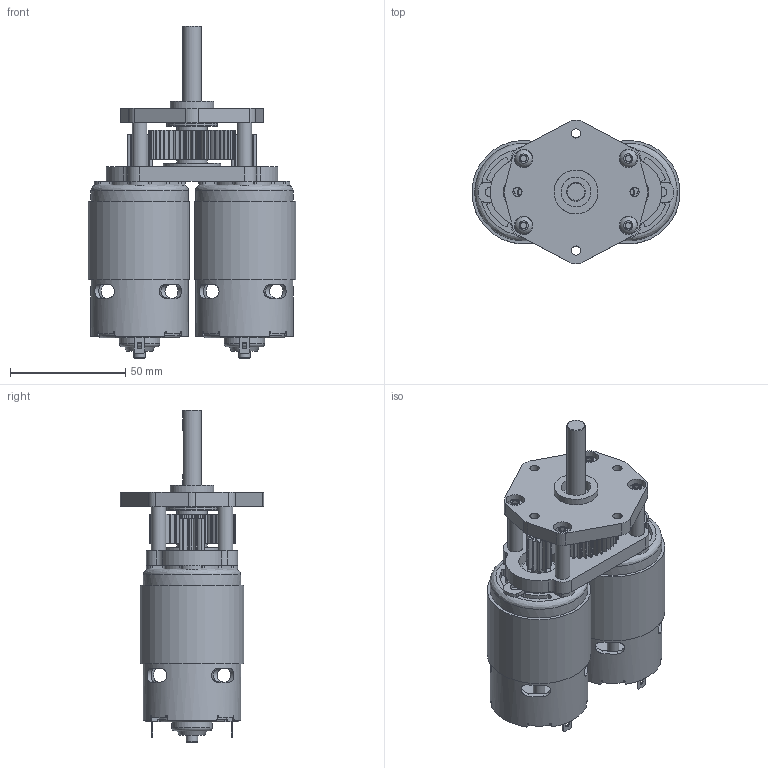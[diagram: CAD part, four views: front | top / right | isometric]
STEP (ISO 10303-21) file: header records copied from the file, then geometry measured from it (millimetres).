
FILE_DESCRIPTION (( 'STEP AP214' ), '1' );
FILE_NAME ('am-3745 DeCIMate Ver1.3.STEP', '2018-01-03T15:48:11', ( '' ), ( '' ), 'SwSTEP 2.0', 'SolidWorks 2017', '' );
FILE_SCHEMA (( 'AUTOMOTIVE_DESIGN' ));
Length unit declared in the file: millimetre
Products named in the file (13): 2 775 to CIM Output Motor Plate; am-3745 DeCIMate Ver1.3; BHCS M4-0.7 x 35 - McM 91239A158_91239A158; .509 ID .75 OD .1875 Long Aluminum Spacer; 2 775 to CIM Output Output Shaft; .375 Round Flanged Bearing; .172 ID .25 OD .75 Long Aluminum Spacer; 45T 32DP Gear 375 Hex Bore; 775 Vent Plate Spacer; 8mm Round Bearing; 12T 32dp 775Pro Pinion Gear; 775 RedLine; 2 775 to CIM Output Output Plate
Assembly tree (21 placements, depth 2):
  am-3745 DeCIMate Ver1.3
    2 775 to CIM Output Motor Plate
    2 775 to CIM Output Output Plate
    775 RedLine  x2
    12T 32dp 775Pro Pinion Gear  x2
    8mm Round Bearing
    775 Vent Plate Spacer  x2
    45T 32DP Gear 375 Hex Bore
    .172 ID .25 OD .75 Long Aluminum Spacer  x4
    .375 Round Flanged Bearing
    2 775 to CIM Output Output Shaft
    .509 ID .75 OD .1875 Long Aluminum Spacer
    BHCS M4-0.7 x 35 - McM 91239A158_91239A158  x4
Bounding box: 90.05 x 62.26 x 143.89 mm (x, y, z)
Volume: 150753.3 mm3; surface area: 82892.8 mm2
Topology: 21 solids, 37 shells, 1566 faces, 4164 edges, 2722 vertices
Faces by surface type: cylinder 794, plane 418, bspline 224, cone 96, torus 22, sphere 12
Full cylindrical faces by diameter (mm): 3.3 x4, 4 x112, 4.039 x4, 4.2 x16, 4.369 x4, 4.961 x2, 5 x8, 6.35 x6, 7.6 x4, 8 x6, 9.525 x2, 9.906 x2, 12.929 x1, 13.335 x2, 17.5 x4, 17.6 x4, 19 x2, 19.05 x1, 22.098 x1, 22.225 x2, 24.765 x1, 28.575 x2, 37.95 x4, 42.3 x2
Entity records: 39156 total; most frequent: CARTESIAN_POINT 15938, ORIENTED_EDGE 4346, DIRECTION 4300, EDGE_CURVE 2173, AXIS2_PLACEMENT_3D 1703, VERTEX_POINT 1477, EDGE_LOOP 1058, CIRCLE 942
